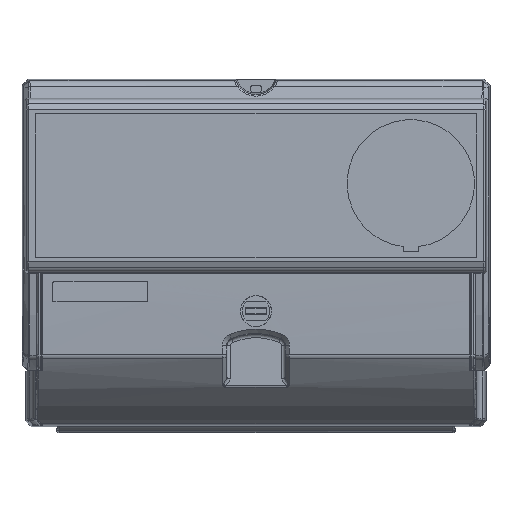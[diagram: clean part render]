
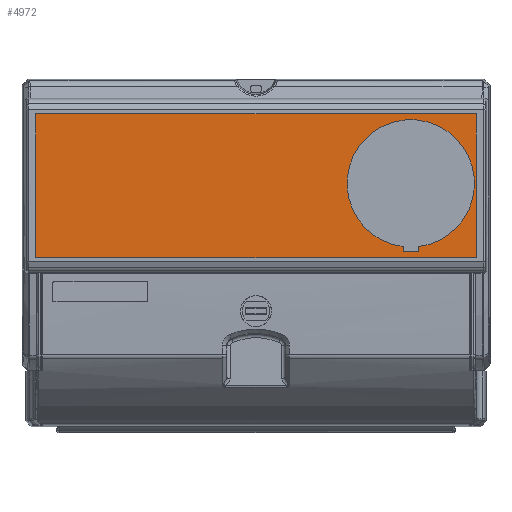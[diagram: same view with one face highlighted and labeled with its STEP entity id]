
A CAD part, top view. The second image highlights one B-rep face of the part: STEP entity #4972.
In plain terms, the highlighted planar face has unit normal (0, 0, 1).
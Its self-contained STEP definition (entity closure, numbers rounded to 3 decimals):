
#4972=ADVANCED_FACE('',(#13352,#13354),#13356,.T.);
#13352=FACE_BOUND('',#13353,.T.);
#13353=EDGE_LOOP('',(#19240,#19241,#19242,#19243));
#13354=FACE_BOUND('',#13355,.T.);
#13355=EDGE_LOOP('',(#19244,#19245,#19246,#19247));
#13356=PLANE('',#13357);
#13357=AXIS2_PLACEMENT_3D('',#13358,#13359,#13360);
#13358=CARTESIAN_POINT('',(0.,0.,35.8));
#13359=DIRECTION('',(0.,-0.,1.));
#13360=DIRECTION('',(1.,0.,0.));
#19240=ORIENTED_EDGE('',*,*,#21910,.T.);
#19241=ORIENTED_EDGE('',*,*,#21908,.T.);
#19242=ORIENTED_EDGE('',*,*,#21906,.T.);
#19243=ORIENTED_EDGE('',*,*,#21904,.T.);
#19244=ORIENTED_EDGE('',*,*,#21913,.T.);
#19245=ORIENTED_EDGE('',*,*,#21914,.T.);
#19246=ORIENTED_EDGE('',*,*,#21915,.T.);
#19247=ORIENTED_EDGE('',*,*,#21916,.T.);
#21904=EDGE_CURVE('',#24667,#24665,#24668,.T.);
#21906=EDGE_CURVE('',#24670,#24667,#24671,.T.);
#21908=EDGE_CURVE('',#24673,#24670,#24674,.T.);
#21910=EDGE_CURVE('',#24665,#24673,#24676,.T.);
#21913=EDGE_CURVE('',#24679,#24680,#24681,.F.);
#21914=EDGE_CURVE('',#24680,#24682,#24683,.F.);
#21915=EDGE_CURVE('',#24682,#24684,#24685,.F.);
#21916=EDGE_CURVE('',#24684,#24679,#24686,.F.);
#24665=VERTEX_POINT('',#34373);
#24667=VERTEX_POINT('',#34377);
#24668=LINE('',#34378,#34379);
#24670=VERTEX_POINT('',#34384);
#24671=LINE('',#34385,#34386);
#24673=VERTEX_POINT('',#34391);
#24674=LINE('',#34392,#34393);
#24676=LINE('',#34398,#34399);
#24679=VERTEX_POINT('',#34407);
#24680=VERTEX_POINT('',#34408);
#24681=LINE('',#34409,#34410);
#24682=VERTEX_POINT('',#34412);
#24683=LINE('',#34413,#34414);
#24684=VERTEX_POINT('',#34416);
#24685=LINE('',#34417,#34418);
#24686=CIRCLE('',#34420,16.4);
#34373=CARTESIAN_POINT('',(56.75,-18.5,35.8));
#34377=CARTESIAN_POINT('',(-56.75,-18.5,35.8));
#34378=CARTESIAN_POINT('',(-56.75,-18.5,35.8));
#34379=VECTOR('',#34380,1.);
#34380=DIRECTION('',(1.,0.,0.));
#34384=CARTESIAN_POINT('',(-56.75,18.5,35.8));
#34385=CARTESIAN_POINT('',(-56.75,18.5,35.8));
#34386=VECTOR('',#34387,1.);
#34387=DIRECTION('',(0.,-1.,0.));
#34391=CARTESIAN_POINT('',(56.75,18.5,35.8));
#34392=CARTESIAN_POINT('',(56.75,18.5,35.8));
#34393=VECTOR('',#34394,1.);
#34394=DIRECTION('',(-1.,0.,0.));
#34398=CARTESIAN_POINT('',(56.75,-18.5,35.8));
#34399=VECTOR('',#34400,1.);
#34400=DIRECTION('',(0.,1.,0.));
#34407=CARTESIAN_POINT('',(41.8,-15.684,35.8));
#34408=CARTESIAN_POINT('',(41.8,-17.,35.8));
#34409=CARTESIAN_POINT('',(41.8,-17.,35.8));
#34410=VECTOR('',#34411,1.);
#34411=DIRECTION('',(0.,1.,0.));
#34412=CARTESIAN_POINT('',(37.9,-17.,35.8));
#34413=CARTESIAN_POINT('',(37.9,-17.,35.8));
#34414=VECTOR('',#34415,1.);
#34415=DIRECTION('',(1.,0.,0.));
#34416=CARTESIAN_POINT('',(37.9,-15.684,35.8));
#34417=CARTESIAN_POINT('',(37.9,-15.684,35.8));
#34418=VECTOR('',#34419,1.);
#34419=DIRECTION('',(0.,-1.,0.));
#34420=AXIS2_PLACEMENT_3D('',#34421,#34422,#34423);
#34421=CARTESIAN_POINT('',(39.85,0.6,35.8));
#34422=DIRECTION('',(-0.,0.,1.));
#34423=DIRECTION('',(0.119,-0.993,0.));
